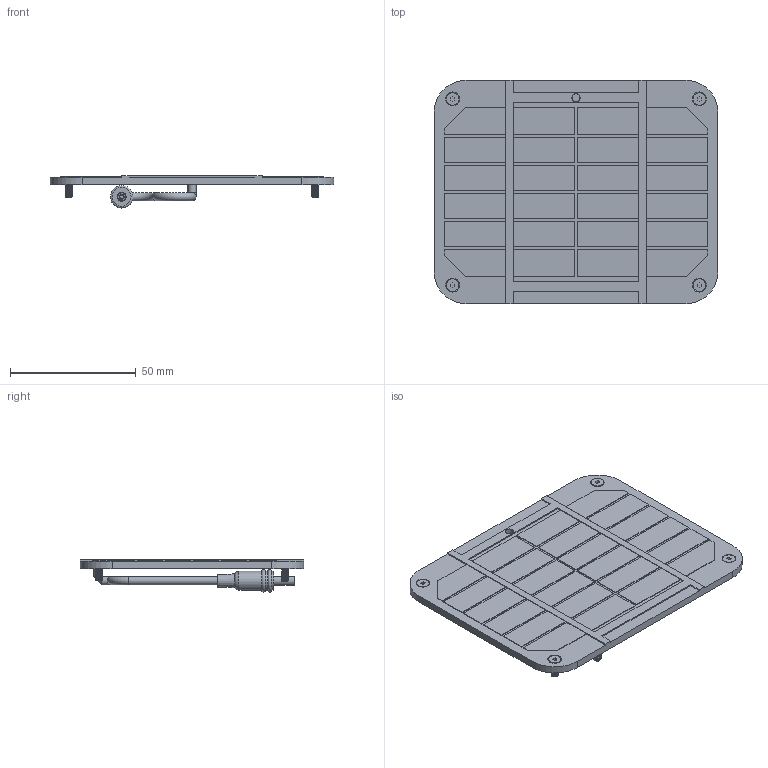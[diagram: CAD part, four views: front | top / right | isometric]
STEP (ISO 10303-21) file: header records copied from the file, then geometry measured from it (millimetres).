
FILE_DESCRIPTION(/* description */ ('Alibre Inc.'),/* implementation_level */ '2;1');
FILE_NAME(/* name */ 'export0',/* time_stamp */ '2017-09-15T21:10:50-07:00',/* author */ (''),/* organization */ (''),/* preprocessor_version */ 'ST-DEVELOPER v14',/* originating_system */ 'Alibre',/* authorisation */ '');
FILE_SCHEMA (('AUTOMOTIVE_DESIGN'));
Length unit declared in the file: millimetre
Bounding box: 113 x 89 x 12.8 mm (x, y, z)
Volume: 34276.7 mm3; surface area: 24849.5 mm2
Topology: 7 solids, 7 shells, 224 faces, 592 edges, 387 vertices
Faces by surface type: plane 169, cylinder 30, cone 9, bspline 8, torus 8
Full cylindrical faces by diameter (mm): 1.5 x1, 2.1 x4, 3.2 x4, 3.3 x1, 3.5 x1, 5 x4, 7.5 x3
Entity records: 13929 total; most frequent: CARTESIAN_POINT 9523, ORIENTED_EDGE 892, DIRECTION 721, EDGE_CURVE 446, VECTOR 382, LINE 382, VERTEX_POINT 309, AXIS2_PLACEMENT_3D 243
